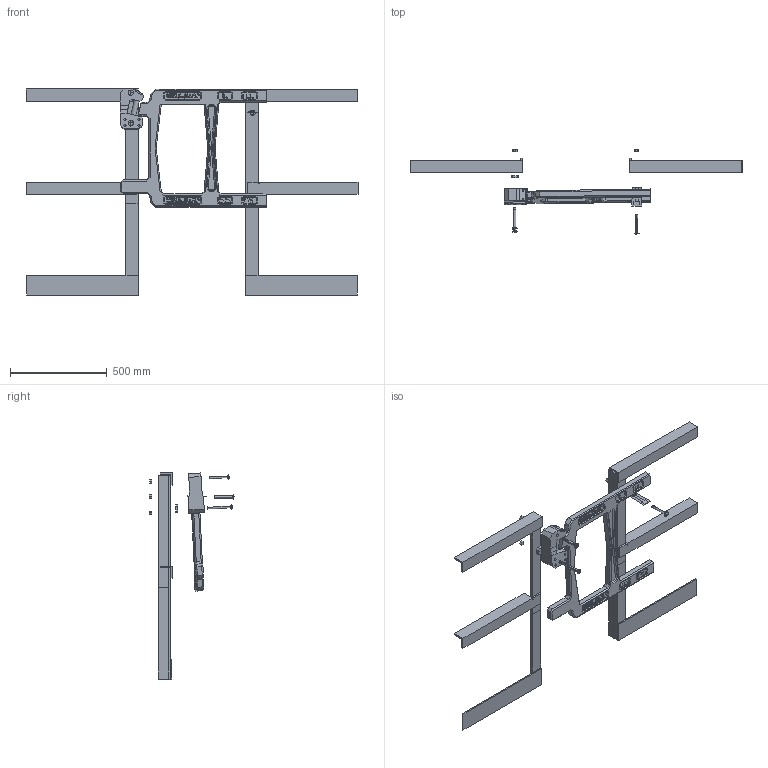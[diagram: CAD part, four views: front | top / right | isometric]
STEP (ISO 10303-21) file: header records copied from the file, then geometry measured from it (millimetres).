
FILE_DESCRIPTION(/* description */ (''),/* implementation_level */ '2;1');
FILE_NAME(/* name */ 'UDG-22_Angle_Guardrail',/* time_stamp */ '2013-09-09T07:25:53-05:00',/* author */ (''),/* organization */ (''),/* preprocessor_version */ 'ST-DEVELOPER v10',/* originating_system */ '',/* authorisation */ '');
FILE_SCHEMA (('CONFIG_CONTROL_DESIGN'));
Products named in the file (1): 1
Bounding box: 1719.05 x 441.57 x 1067.11 mm (x, y, z)
Volume: 5830046.2 mm3; surface area: 2066276.7 mm2
Topology: 220 solids, 227 shells, 2883 faces, 6852 edges, 4424 vertices
Faces by surface type: bspline 2883
Entity records: 99513 total; most frequent: CARTESIAN_POINT 57710, ORIENTED_EDGE 13626, EDGE_CURVE 6842, B_SPLINE_CURVE_WITH_KNOTS 5255, VERTEX_POINT 4422, EDGE_LOOP 3030, ADVANCED_FACE 2883, FACE_OUTER_BOUND 2883
